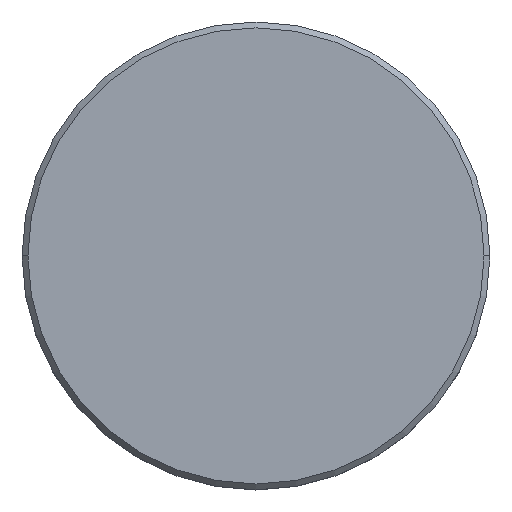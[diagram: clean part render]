
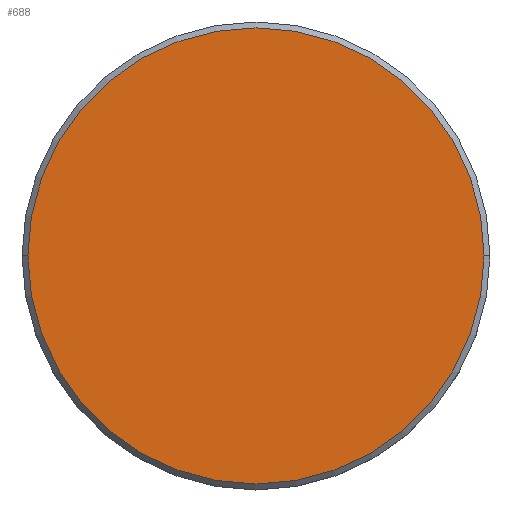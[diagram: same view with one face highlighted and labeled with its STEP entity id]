
A CAD part, top view. The second image highlights one B-rep face of the part: STEP entity #688.
In plain terms, the highlighted planar face has unit normal (0, 0, 1).
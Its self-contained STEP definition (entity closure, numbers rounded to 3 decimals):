
#4 = CARTESIAN_POINT ( 'NONE',  ( 0., 0., 0. ) ) ;
#13 = DIRECTION ( 'NONE',  ( 1., 0., 0. ) ) ;
#35 = ORIENTED_EDGE ( 'NONE', *, *, #647, .T. ) ;
#70 = CARTESIAN_POINT ( 'NONE',  ( -19.5, 0., 0. ) ) ;
#138 = CARTESIAN_POINT ( 'NONE',  ( 0., 0., 0. ) ) ;
#153 = CIRCLE ( 'NONE', #633, 19.5 ) ;
#181 = DIRECTION ( 'NONE',  ( 0., 0., 1. ) ) ;
#194 = CARTESIAN_POINT ( 'NONE',  ( 0., 0., 0. ) ) ;
#236 = EDGE_CURVE ( 'NONE', #388, #640, #153, .T. ) ;
#305 = DIRECTION ( 'NONE',  ( 1., 0., 0. ) ) ;
#377 = CIRCLE ( 'NONE', #1046, 19.5 ) ;
#382 = DIRECTION ( 'NONE',  ( 1., 0., 0. ) ) ;
#388 = VERTEX_POINT ( 'NONE', #70 ) ;
#476 = DIRECTION ( 'NONE',  ( 0., 0., 1. ) ) ;
#537 = EDGE_LOOP ( 'NONE', ( #756, #35 ) ) ;
#633 = AXIS2_PLACEMENT_3D ( 'NONE', #138, #763, #305 ) ;
#640 = VERTEX_POINT ( 'NONE', #1017 ) ;
#647 = EDGE_CURVE ( 'NONE', #640, #388, #377, .T. ) ;
#654 = FACE_OUTER_BOUND ( 'NONE', #537, .T. ) ;
#688 = ADVANCED_FACE ( 'NONE', ( #654 ), #1014, .T. ) ;
#689 = AXIS2_PLACEMENT_3D ( 'NONE', #194, #181, #13 ) ;
#756 = ORIENTED_EDGE ( 'NONE', *, *, #236, .T. ) ;
#763 = DIRECTION ( 'NONE',  ( 0., 0., 1. ) ) ;
#1014 = PLANE ( 'NONE',  #689 ) ;
#1017 = CARTESIAN_POINT ( 'NONE',  ( 19.5, 0., 0. ) ) ;
#1046 = AXIS2_PLACEMENT_3D ( 'NONE', #4, #476, #382 ) ;
